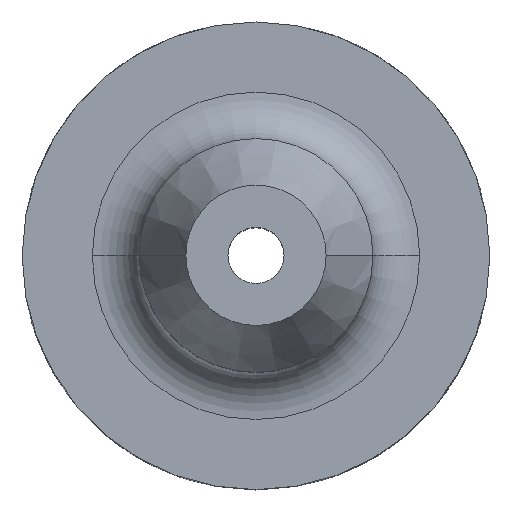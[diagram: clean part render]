
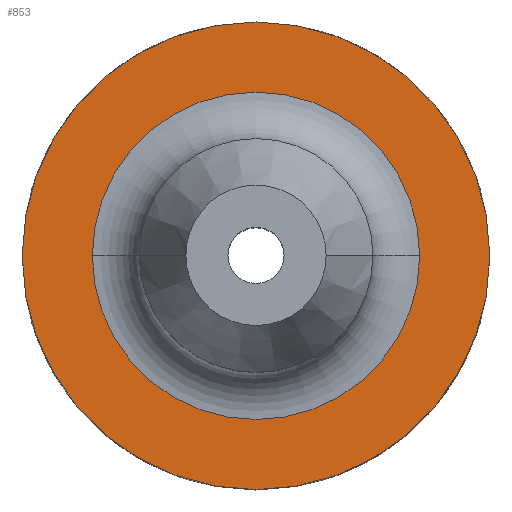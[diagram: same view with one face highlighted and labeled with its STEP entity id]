
A CAD part, top view. The second image highlights one B-rep face of the part: STEP entity #853.
In plain terms, the highlighted planar face has unit normal (0, 0, 1).
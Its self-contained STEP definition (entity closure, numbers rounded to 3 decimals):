
#98 = DIRECTION ( 'NONE',  ( 0., 0., -1. ) ) ;
#152 = CARTESIAN_POINT ( 'NONE',  ( -17.5, 0., 20. ) ) ;
#246 = DIRECTION ( 'NONE',  ( 1., 0., 0. ) ) ;
#392 = ORIENTED_EDGE ( 'NONE', *, *, #2251, .T. ) ;
#424 = FACE_OUTER_BOUND ( 'NONE', #4583, .T. ) ;
#425 = CIRCLE ( 'NONE', #654, 17.5 ) ;
#434 = CARTESIAN_POINT ( 'NONE',  ( 0., 0., 20. ) ) ;
#482 = CIRCLE ( 'NONE', #2176, 25. ) ;
#654 = AXIS2_PLACEMENT_3D ( 'NONE', #434, #98, #2911 ) ;
#806 = VERTEX_POINT ( 'NONE', #903 ) ;
#811 = ORIENTED_EDGE ( 'NONE', *, *, #2679, .T. ) ;
#853 = ADVANCED_FACE ( 'NONE', ( #4584, #424 ), #1266, .F. ) ;
#903 = CARTESIAN_POINT ( 'NONE',  ( 25., 0., 20. ) ) ;
#1079 = AXIS2_PLACEMENT_3D ( 'NONE', #1204, #1240, #4433 ) ;
#1115 = AXIS2_PLACEMENT_3D ( 'NONE', #3586, #2146, #2837 ) ;
#1136 = DIRECTION ( 'NONE',  ( 0., 0., 1. ) ) ;
#1204 = CARTESIAN_POINT ( 'NONE',  ( 0., 0., 20. ) ) ;
#1239 = AXIS2_PLACEMENT_3D ( 'NONE', #3828, #4536, #246 ) ;
#1240 = DIRECTION ( 'NONE',  ( 0., 0., -1. ) ) ;
#1266 = PLANE ( 'NONE',  #1079 ) ;
#1486 = CIRCLE ( 'NONE', #1239, 25. ) ;
#1604 = VERTEX_POINT ( 'NONE', #4058 ) ;
#1717 = EDGE_LOOP ( 'NONE', ( #811, #4280 ) ) ;
#1785 = DIRECTION ( 'NONE',  ( 1., 0., 0. ) ) ;
#1939 = EDGE_CURVE ( 'NONE', #1604, #806, #1486, .T. ) ;
#2146 = DIRECTION ( 'NONE',  ( 0., 0., -1. ) ) ;
#2176 = AXIS2_PLACEMENT_3D ( 'NONE', #3248, #1136, #1785 ) ;
#2251 = EDGE_CURVE ( 'NONE', #806, #1604, #482, .T. ) ;
#2606 = ORIENTED_EDGE ( 'NONE', *, *, #1939, .T. ) ;
#2679 = EDGE_CURVE ( 'NONE', #3730, #2795, #425, .T. ) ;
#2795 = VERTEX_POINT ( 'NONE', #3686 ) ;
#2837 = DIRECTION ( 'NONE',  ( -1., 0., 0. ) ) ;
#2911 = DIRECTION ( 'NONE',  ( -1., 0., 0. ) ) ;
#3248 = CARTESIAN_POINT ( 'NONE',  ( 0., 0., 20. ) ) ;
#3586 = CARTESIAN_POINT ( 'NONE',  ( 0., 0., 20. ) ) ;
#3686 = CARTESIAN_POINT ( 'NONE',  ( 17.5, 0., 20. ) ) ;
#3730 = VERTEX_POINT ( 'NONE', #152 ) ;
#3818 = CIRCLE ( 'NONE', #1115, 17.5 ) ;
#3828 = CARTESIAN_POINT ( 'NONE',  ( 0., 0., 20. ) ) ;
#4058 = CARTESIAN_POINT ( 'NONE',  ( -25., 0., 20. ) ) ;
#4280 = ORIENTED_EDGE ( 'NONE', *, *, #4436, .T. ) ;
#4433 = DIRECTION ( 'NONE',  ( -1., 0., 0. ) ) ;
#4436 = EDGE_CURVE ( 'NONE', #2795, #3730, #3818, .T. ) ;
#4536 = DIRECTION ( 'NONE',  ( 0., 0., 1. ) ) ;
#4583 = EDGE_LOOP ( 'NONE', ( #392, #2606 ) ) ;
#4584 = FACE_BOUND ( 'NONE', #1717, .T. ) ;
